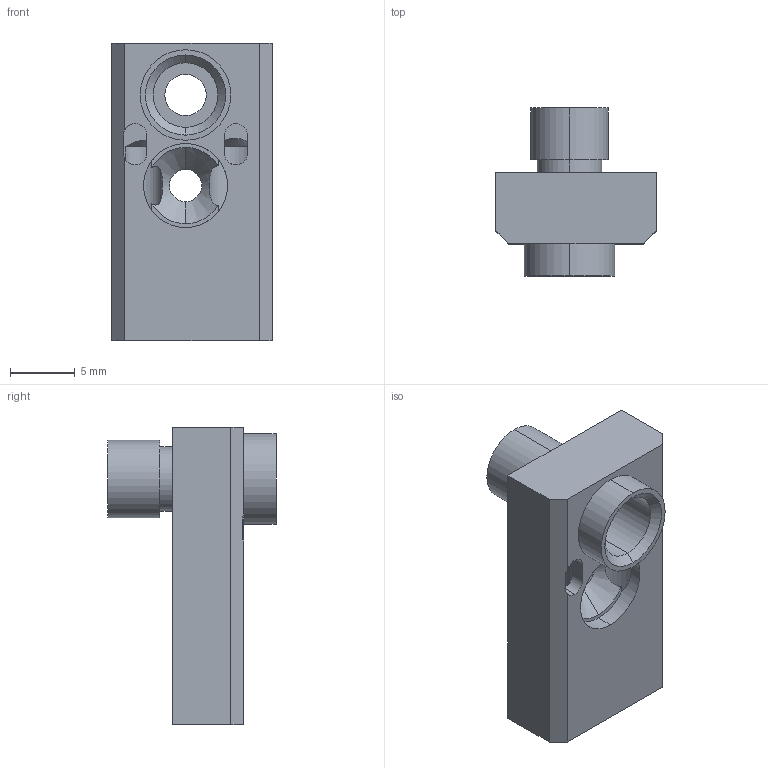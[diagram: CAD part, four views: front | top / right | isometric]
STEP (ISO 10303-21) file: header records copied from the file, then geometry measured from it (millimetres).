
FILE_DESCRIPTION (( 'STEP AP203' ), '1' );
FILE_NAME ('2311-E.STEP', '2015-11-09T16:14:40', ( '' ), ( '' ), 'SwSTEP 2.0', 'SolidWorks 2015', '' );
FILE_SCHEMA (( 'CONFIG_CONTROL_DESIGN' ));
Length unit declared in the file: millimetre
Products named in the file (1): 2311-E
Bounding box: 12.4 x 13 x 23 mm (x, y, z)
Volume: 1164.4 mm3; surface area: 1645.2 mm2
Topology: 1 solids, 1 shells, 58 faces, 157 edges, 100 vertices
Faces by surface type: cylinder 28, plane 22, cone 8
Entity records: 2038 total; most frequent: CARTESIAN_POINT 469, DIRECTION 319, ORIENTED_EDGE 306, EDGE_CURVE 153, AXIS2_PLACEMENT_3D 122, VERTEX_POINT 100, VECTOR 75, LINE 75
